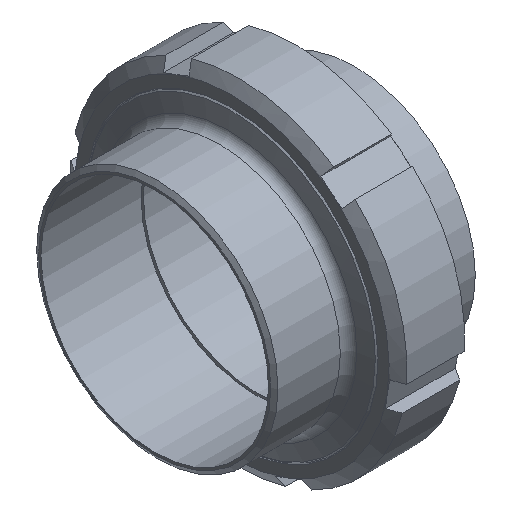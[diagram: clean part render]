
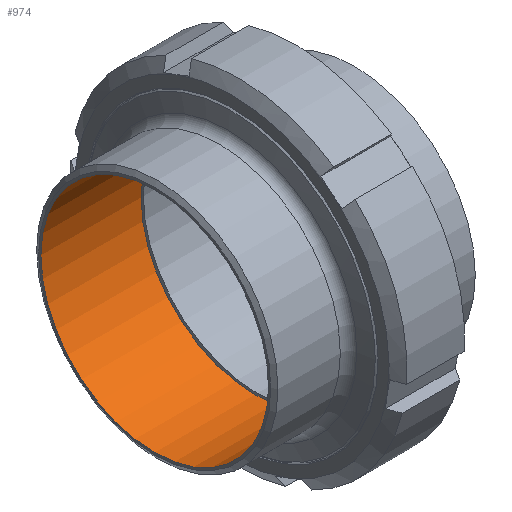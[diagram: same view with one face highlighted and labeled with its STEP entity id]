
A CAD part, isometric view. The second image highlights one B-rep face of the part: STEP entity #974.
In plain terms, the highlighted cylindrical face has radius 50 mm (diameter 100 mm), a full revolution.
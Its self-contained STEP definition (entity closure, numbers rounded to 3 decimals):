
#116=CYLINDRICAL_SURFACE('',#1057,50.);
#167=FACE_BOUND('',#277,.T.);
#198=FACE_OUTER_BOUND('',#276,.T.);
#276=EDGE_LOOP('',(#644));
#277=EDGE_LOOP('',(#645));
#364=CIRCLE('',#1052,50.);
#365=CIRCLE('',#1056,50.);
#418=VERTEX_POINT('',#1454);
#419=VERTEX_POINT('',#1459);
#508=EDGE_CURVE('',#418,#418,#364,.T.);
#509=EDGE_CURVE('',#419,#419,#365,.T.);
#644=ORIENTED_EDGE('',*,*,#509,.T.);
#645=ORIENTED_EDGE('',*,*,#508,.F.);
#974=ADVANCED_FACE('',(#198,#167),#116,.F.);
#1052=AXIS2_PLACEMENT_3D('',#1455,#1195,#1196);
#1056=AXIS2_PLACEMENT_3D('',#1460,#1203,#1204);
#1057=AXIS2_PLACEMENT_3D('',#1461,#1205,#1206);
#1195=DIRECTION('center_axis',(1.,0.,0.));
#1196=DIRECTION('ref_axis',(0.,0.,-1.));
#1203=DIRECTION('center_axis',(1.,0.,0.));
#1204=DIRECTION('ref_axis',(0.,0.,-1.));
#1205=DIRECTION('center_axis',(1.,0.,0.));
#1206=DIRECTION('ref_axis',(0.,1.,0.));
#1454=CARTESIAN_POINT('',(-54.,50.,0.));
#1455=CARTESIAN_POINT('Origin',(-54.,0.,0.));
#1459=CARTESIAN_POINT('',(-10.,50.,0.));
#1460=CARTESIAN_POINT('Origin',(-10.,0.,0.));
#1461=CARTESIAN_POINT('Origin',(-32.,0.,0.));
